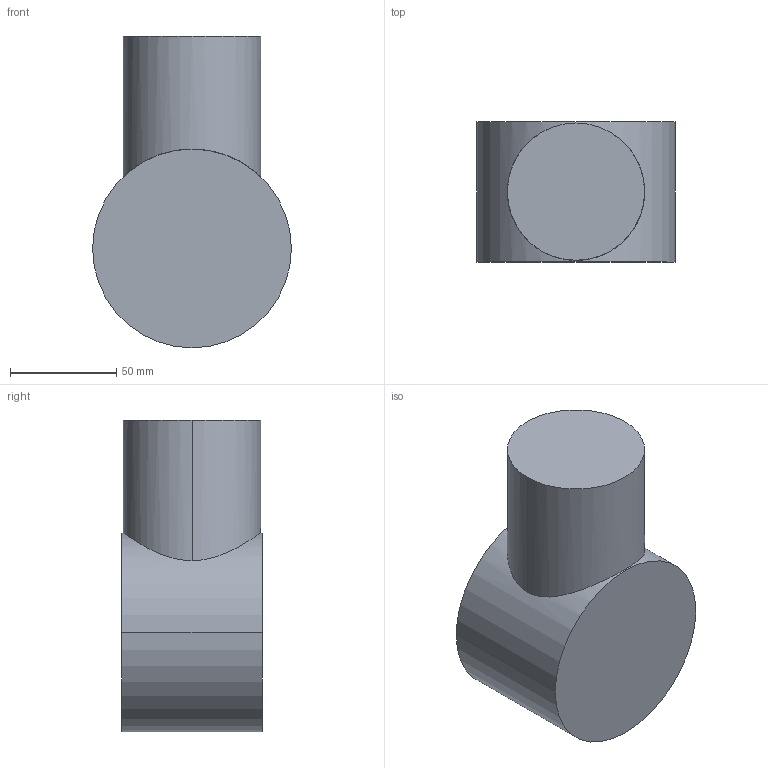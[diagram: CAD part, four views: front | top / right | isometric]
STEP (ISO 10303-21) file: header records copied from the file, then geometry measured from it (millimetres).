
FILE_DESCRIPTION(('STEP AP214'),'1');
FILE_NAME('L5.stp','2018-11-09T00:31:56',(' '),(' '),'Spatial InterOp 3D',' ',' ');
FILE_SCHEMA(('automotive_design'));
Length unit declared in the file: metre
Products named in the file (1): 1
Bounding box: 93.6 x 66 x 146.8 mm (x, y, z)
Volume: 638589.4 mm3; surface area: 44994.1 mm2
Topology: 1 solids, 1 shells, 7 faces, 12 edges, 8 vertices
Faces by surface type: cylinder 4, plane 3
Entity records: 315 total; most frequent: CARTESIAN_POINT 94, DIRECTION 32, ORIENTED_EDGE 24, AXIS2_PLACEMENT_3D 14, EDGE_CURVE 12, STYLED_ITEM 8, PRESENTATION_STYLE_ASSIGNMENT 8, SURFACE_STYLE_USAGE 8
